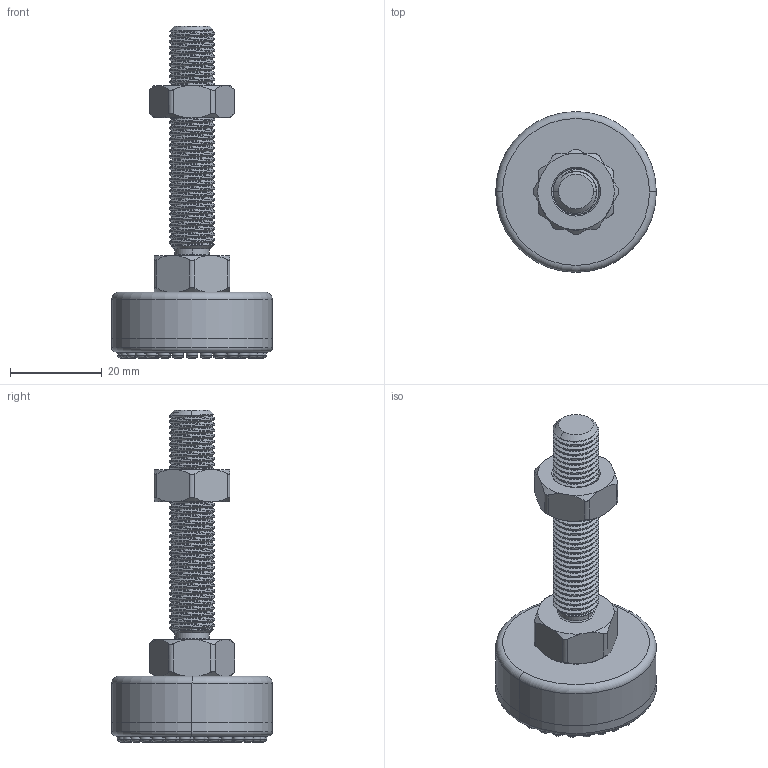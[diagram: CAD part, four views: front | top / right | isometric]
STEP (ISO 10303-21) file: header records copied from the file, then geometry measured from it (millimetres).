
FILE_DESCRIPTION(/* description */ (''),/* implementation_level */ '2;1');
FILE_NAME(/* name */ '30D-M10D35-1.stp',/* time_stamp */ '2022-07-21T10:11:00-04:00',/* author */ ('aorselli'),/* organization */ (''),/* preprocessor_version */ 'ST-DEVELOPER v18.1',/* originating_system */ 'AutoCAD Mechanical',/* authorisation */ '');
FILE_SCHEMA (('AUTOMOTIVE_DESIGN { 1 0 10303 214 3 1 1 }'));
Length unit declared in the file: millimetre
Products named in the file (1): 30D-M10D35-1
Bounding box: 35 x 35 x 72.3 mm (x, y, z)
Volume: 10544.8 mm3; surface area: 11776.6 mm2
Topology: 2 solids, 4 shells, 484 faces, 1114 edges, 694 vertices
Faces by surface type: cylinder 212, bspline 102, plane 76, torus 62, cone 32
Entity records: 25778 total; most frequent: CARTESIAN_POINT 15329, ORIENTED_EDGE 2228, DIRECTION 2082, EDGE_CURVE 1114, AXIS2_PLACEMENT_3D 901, VERTEX_POINT 694, EDGE_LOOP 546, CIRCLE 518
